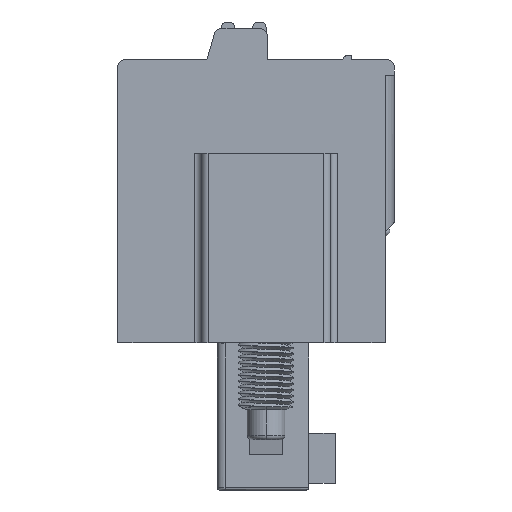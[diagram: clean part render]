
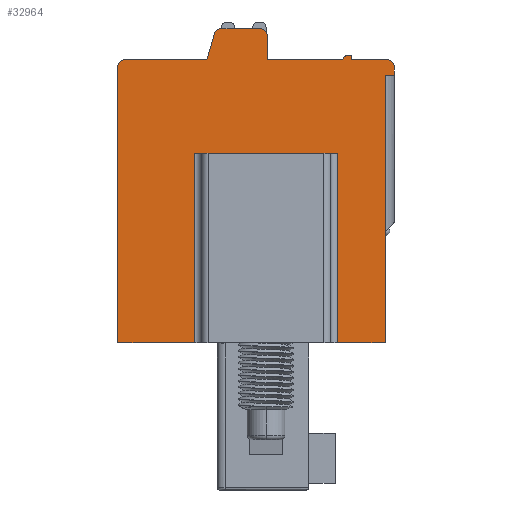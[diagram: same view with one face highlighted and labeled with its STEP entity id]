
A CAD part, front view. The second image highlights one B-rep face of the part: STEP entity #32964.
In plain terms, the highlighted planar face has unit normal (0, -1, 0).
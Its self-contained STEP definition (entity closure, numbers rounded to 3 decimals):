
#4956=DIRECTION('',(-1.,0.,0.));
#4957=VECTOR('',#4956,6.4);
#4958=CARTESIAN_POINT('',(3.2,-27.065,8.5));
#4959=LINE('',#4958,#4957);
#4960=DIRECTION('',(0.,0.,-1.));
#4961=VECTOR('',#4960,8.5);
#4962=CARTESIAN_POINT('',(-3.2,-27.065,8.5));
#4963=LINE('',#4962,#4961);
#4964=DIRECTION('',(-1.,0.,0.));
#4965=VECTOR('',#4964,3.45);
#4966=CARTESIAN_POINT('',(-3.2,-27.065,0.));
#4967=LINE('',#4966,#4965);
#4968=DIRECTION('',(0.,0.,1.));
#4969=VECTOR('',#4968,12.4);
#4970=CARTESIAN_POINT('',(-6.65,-27.065,0.));
#4971=LINE('',#4970,#4969);
#4972=CARTESIAN_POINT('',(-6.35,-27.065,12.4));
#4973=DIRECTION('',(0.,-1.,0.));
#4974=DIRECTION('',(0.,0.,1.));
#4975=AXIS2_PLACEMENT_3D('',#4972,#4973,#4974);
#4977=DIRECTION('',(1.,0.,0.));
#4978=VECTOR('',#4977,3.7);
#4979=CARTESIAN_POINT('',(-6.35,-27.065,12.7));
#4980=LINE('',#4979,#4978);
#4981=DIRECTION('',(0.275,0.,0.962));
#4982=VECTOR('',#4981,1.23);
#4983=CARTESIAN_POINT('',(-2.65,-27.065,12.7));
#4984=LINE('',#4983,#4982);
#4985=CARTESIAN_POINT('',(-2.024,-27.065,13.8));
#4986=DIRECTION('',(0.,-1.,0.));
#4987=DIRECTION('',(0.,0.,1.));
#4988=AXIS2_PLACEMENT_3D('',#4985,#4986,#4987);
#4990=DIRECTION('',(1.,0.,0.));
#4991=VECTOR('',#4990,1.774);
#4992=CARTESIAN_POINT('',(-2.024,-27.065,14.1));
#4993=LINE('',#4992,#4991);
#4994=CARTESIAN_POINT('',(-0.25,-27.065,13.8));
#4995=DIRECTION('',(0.,-1.,0.));
#4996=DIRECTION('',(1.,0.,0.));
#4997=AXIS2_PLACEMENT_3D('',#4994,#4995,#4996);
#4999=DIRECTION('',(0.,0.,-1.));
#5000=VECTOR('',#4999,1.1);
#5001=CARTESIAN_POINT('',(0.05,-27.065,13.8));
#5002=LINE('',#5001,#5000);
#5003=DIRECTION('',(1.,0.,0.));
#5004=VECTOR('',#5003,3.4);
#5005=CARTESIAN_POINT('',(0.05,-27.065,12.7));
#5006=LINE('',#5005,#5004);
#5007=CARTESIAN_POINT('',(3.65,-27.065,12.7));
#5008=DIRECTION('',(0.,-1.,0.));
#5009=DIRECTION('',(0.,0.,1.));
#5010=AXIS2_PLACEMENT_3D('',#5007,#5008,#5009);
#5012=DIRECTION('',(1.,0.,0.));
#5013=VECTOR('',#5012,0.2);
#5014=CARTESIAN_POINT('',(3.65,-27.065,12.9));
#5015=LINE('',#5014,#5013);
#5016=DIRECTION('',(0.,0.,-1.));
#5017=VECTOR('',#5016,0.2);
#5018=CARTESIAN_POINT('',(3.85,-27.065,12.9));
#5019=LINE('',#5018,#5017);
#5020=DIRECTION('',(1.,0.,0.));
#5021=VECTOR('',#5020,1.6);
#5022=CARTESIAN_POINT('',(3.85,-27.065,12.7));
#5023=LINE('',#5022,#5021);
#5024=CARTESIAN_POINT('',(5.45,-27.065,12.4));
#5025=DIRECTION('',(0.,1.,0.));
#5026=DIRECTION('',(0.,0.,1.));
#5027=AXIS2_PLACEMENT_3D('',#5024,#5025,#5026);
#5029=DIRECTION('',(0.,0.,-1.));
#5030=VECTOR('',#5029,0.4);
#5031=CARTESIAN_POINT('',(5.75,-27.065,12.4));
#5032=LINE('',#5031,#5030);
#5033=DIRECTION('',(1.,0.,0.));
#5034=VECTOR('',#5033,0.4);
#5035=CARTESIAN_POINT('',(5.35,-27.065,12.));
#5036=LINE('',#5035,#5034);
#5037=DIRECTION('',(0.,0.,1.));
#5038=VECTOR('',#5037,12.);
#5039=CARTESIAN_POINT('',(5.35,-27.065,0.));
#5040=LINE('',#5039,#5038);
#5041=DIRECTION('',(-1.,0.,0.));
#5042=VECTOR('',#5041,2.15);
#5043=CARTESIAN_POINT('',(5.35,-27.065,0.));
#5044=LINE('',#5043,#5042);
#5045=DIRECTION('',(0.,0.,1.));
#5046=VECTOR('',#5045,8.5);
#5047=CARTESIAN_POINT('',(3.2,-27.065,0.));
#5048=LINE('',#5047,#5046);
#25504=CARTESIAN_POINT('',(5.75,-27.065,12.4));
#25505=CARTESIAN_POINT('',(5.75,-27.065,12.));
#25506=VERTEX_POINT('',#25504);
#25507=VERTEX_POINT('',#25505);
#25508=CARTESIAN_POINT('',(-6.65,-27.065,0.));
#25509=CARTESIAN_POINT('',(-6.65,-27.065,12.4));
#25510=VERTEX_POINT('',#25508);
#25511=VERTEX_POINT('',#25509);
#25512=CARTESIAN_POINT('',(-6.35,-27.065,12.7));
#25513=CARTESIAN_POINT('',(-2.65,-27.065,12.7));
#25514=VERTEX_POINT('',#25512);
#25515=VERTEX_POINT('',#25513);
#25516=CARTESIAN_POINT('',(0.05,-27.065,12.7));
#25517=CARTESIAN_POINT('',(3.45,-27.065,12.7));
#25518=VERTEX_POINT('',#25516);
#25519=VERTEX_POINT('',#25517);
#25520=CARTESIAN_POINT('',(3.85,-27.065,12.7));
#25521=CARTESIAN_POINT('',(5.45,-27.065,12.7));
#25522=VERTEX_POINT('',#25520);
#25523=VERTEX_POINT('',#25521);
#25524=CARTESIAN_POINT('',(5.35,-27.065,0.));
#25525=CARTESIAN_POINT('',(5.35,-27.065,12.));
#25526=VERTEX_POINT('',#25524);
#25527=VERTEX_POINT('',#25525);
#25528=CARTESIAN_POINT('',(3.65,-27.065,12.9));
#25529=CARTESIAN_POINT('',(3.85,-27.065,12.9));
#25530=VERTEX_POINT('',#25528);
#25531=VERTEX_POINT('',#25529);
#25532=CARTESIAN_POINT('',(-2.312,-27.065,13.882));
#25533=VERTEX_POINT('',#25532);
#25534=CARTESIAN_POINT('',(-2.024,-27.065,14.1));
#25535=CARTESIAN_POINT('',(-0.25,-27.065,14.1));
#25536=VERTEX_POINT('',#25534);
#25537=VERTEX_POINT('',#25535);
#25538=CARTESIAN_POINT('',(0.05,-27.065,13.8));
#25539=VERTEX_POINT('',#25538);
#25748=CARTESIAN_POINT('',(3.2,-27.065,8.5));
#25749=CARTESIAN_POINT('',(-3.2,-27.065,8.5));
#25750=VERTEX_POINT('',#25748);
#25751=VERTEX_POINT('',#25749);
#25752=CARTESIAN_POINT('',(-3.2,-27.065,0.));
#25753=VERTEX_POINT('',#25752);
#25754=CARTESIAN_POINT('',(3.2,-27.065,0.));
#25755=VERTEX_POINT('',#25754);
#32918=CARTESIAN_POINT('',(-13.,-27.065,16.376));
#32919=DIRECTION('',(0.,-1.,0.));
#32920=DIRECTION('',(0.,0.,-1.));
#32921=AXIS2_PLACEMENT_3D('',#32918,#32919,#32920);
#32922=PLANE('',#32921);
#32924=ORIENTED_EDGE('',*,*,#32923,.T.);
#32926=ORIENTED_EDGE('',*,*,#32925,.T.);
#32927=ORIENTED_EDGE('',*,*,#28147,.T.);
#32928=ORIENTED_EDGE('',*,*,#31082,.T.);
#32930=ORIENTED_EDGE('',*,*,#32929,.F.);
#32932=ORIENTED_EDGE('',*,*,#32931,.T.);
#32934=ORIENTED_EDGE('',*,*,#32933,.T.);
#32936=ORIENTED_EDGE('',*,*,#32935,.F.);
#32938=ORIENTED_EDGE('',*,*,#32937,.T.);
#32939=ORIENTED_EDGE('',*,*,#32908,.F.);
#32941=ORIENTED_EDGE('',*,*,#32940,.T.);
#32943=ORIENTED_EDGE('',*,*,#32942,.T.);
#32945=ORIENTED_EDGE('',*,*,#32944,.F.);
#32947=ORIENTED_EDGE('',*,*,#32946,.T.);
#32949=ORIENTED_EDGE('',*,*,#32948,.T.);
#32951=ORIENTED_EDGE('',*,*,#32950,.T.);
#32953=ORIENTED_EDGE('',*,*,#32952,.T.);
#32955=ORIENTED_EDGE('',*,*,#32954,.T.);
#32957=ORIENTED_EDGE('',*,*,#32956,.F.);
#32958=ORIENTED_EDGE('',*,*,#32395,.F.);
#32959=ORIENTED_EDGE('',*,*,#28163,.T.);
#32961=ORIENTED_EDGE('',*,*,#32960,.T.);
#32962=EDGE_LOOP('',(#32924,#32926,#32927,#32928,#32930,#32932,#32934,#32936,
#32938,#32939,#32941,#32943,#32945,#32947,#32949,#32951,#32953,#32955,#32957,
#32958,#32959,#32961));
#32963=FACE_OUTER_BOUND('',#32962,.F.);
#32964=ADVANCED_FACE('',(#32963),#32922,.T.);
#4976=CIRCLE('',#4975,0.3);
#4989=CIRCLE('',#4988,0.3);
#4998=CIRCLE('',#4997,0.3);
#5011=CIRCLE('',#5010,0.2);
#5028=CIRCLE('',#5027,0.3);
#28147=EDGE_CURVE('',#25753,#25510,#4967,.T.);
#28163=EDGE_CURVE('',#25526,#25755,#5044,.T.);
#31082=EDGE_CURVE('',#25510,#25511,#4971,.T.);
#32395=EDGE_CURVE('',#25526,#25527,#5040,.T.);
#32908=EDGE_CURVE('',#25539,#25537,#4998,.T.);
#32923=EDGE_CURVE('',#25750,#25751,#4959,.T.);
#32925=EDGE_CURVE('',#25751,#25753,#4963,.T.);
#32929=EDGE_CURVE('',#25514,#25511,#4976,.T.);
#32931=EDGE_CURVE('',#25514,#25515,#4980,.T.);
#32933=EDGE_CURVE('',#25515,#25533,#4984,.T.);
#32935=EDGE_CURVE('',#25536,#25533,#4989,.T.);
#32937=EDGE_CURVE('',#25536,#25537,#4993,.T.);
#32940=EDGE_CURVE('',#25539,#25518,#5002,.T.);
#32942=EDGE_CURVE('',#25518,#25519,#5006,.T.);
#32944=EDGE_CURVE('',#25530,#25519,#5011,.T.);
#32946=EDGE_CURVE('',#25530,#25531,#5015,.T.);
#32948=EDGE_CURVE('',#25531,#25522,#5019,.T.);
#32950=EDGE_CURVE('',#25522,#25523,#5023,.T.);
#32952=EDGE_CURVE('',#25523,#25506,#5028,.T.);
#32954=EDGE_CURVE('',#25506,#25507,#5032,.T.);
#32956=EDGE_CURVE('',#25527,#25507,#5036,.T.);
#32960=EDGE_CURVE('',#25755,#25750,#5048,.T.);
